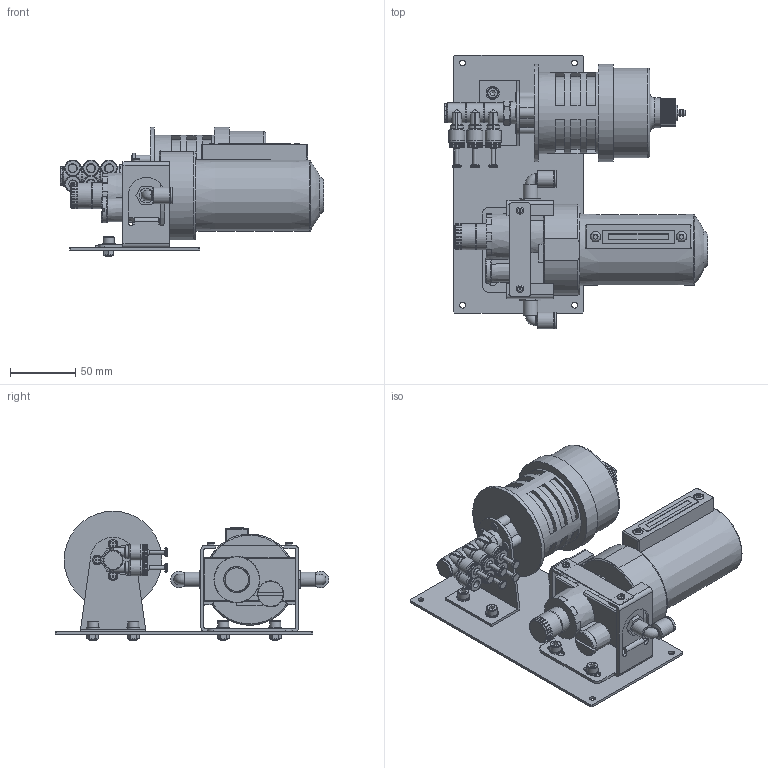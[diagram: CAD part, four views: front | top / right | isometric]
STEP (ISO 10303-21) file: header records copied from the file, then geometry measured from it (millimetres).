
FILE_DESCRIPTION((''),'2;1');
FILE_NAME('6381000.stp','2016-08-29T13:57:23',('miemmola'),(''),'Autodesk Inventor 2012','Autodesk Inventor 2012','');
FILE_SCHEMA(('AUTOMOTIVE_DESIGN { 1 0 10303 214 1 1 1 1 }'));
Length unit declared in the file: millimetre
Products named in the file (1): 6381000
Bounding box: 202 x 210.24 x 99.5 mm (x, y, z)
Surface area: 172026.2 mm2 (no closed solid volume)
Topology: 0 solids, 23 shells, 1237 faces, 3000 edges, 1903 vertices
Faces by surface type: plane 710, cylinder 311, cone 177, torus 36, revolution 2, sphere 1
Full cylindrical faces by diameter (mm): 2 x1, 3 x5, 4.134 x4, 4.4 x1, 4.5 x4, 5 x6, 5.3 x4, 5.5 x2, 5.88 x5, 6 x13, 6.3 x1, 6.5 x4, 7 x5, 7.6 x2, 8 x2, 8.115 x2, 8.5 x4, 9 x2, 9.2 x6, 10 x5, 11.2 x2, 11.78 x12, 11.8 x6, 12 x1, 12.8 x4, 15.4 x3, 20 x3, 23 x1, 62.5 x1, 69 x1
Entity records: 36451 total; most frequent: CARTESIAN_POINT 7167, DIRECTION 5850, ORIENTED_EDGE 5454, EDGE_CURVE 2727, AXIS2_PLACEMENT_3D 2188, VERTEX_POINT 1872, EDGE_LOOP 1629, VECTOR 1472
